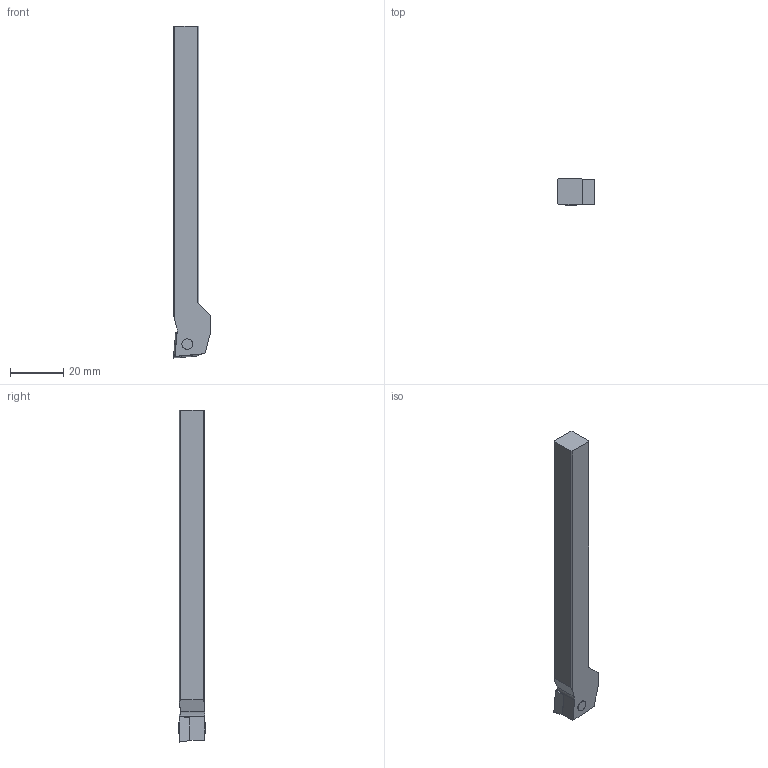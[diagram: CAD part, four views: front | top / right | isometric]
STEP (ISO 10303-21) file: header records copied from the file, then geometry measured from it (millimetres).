
FILE_DESCRIPTION(/* description */ (''),/* implementation_level */ '2;1');
FILE_NAME(/* name */ 'SCLCR-063SM_MR0_2.stp',/* time_stamp */ '2021-11-11T11:50:46+09:00',/* author */ (''),/* organization */ (''),/* preprocessor_version */ 'ST-DEVELOPER v16',/* originating_system */ 'SIEMENS PLM Software NX 10.0',/* authorisation */ '');
FILE_SCHEMA (('AUTOMOTIVE_DESIGN { 1 0 10303 214 3 1 1 1 }'));
Length unit declared in the file: millimetre
Products named in the file (1): SCLCR-063SM_MR0_2_ASM
Bounding box: 14 x 10 x 125 mm (x, y, z)
Volume: 11650.7 mm3; surface area: 5338.4 mm2
Topology: 2 solids, 2 shells, 74 faces, 216 edges, 156 vertices
Faces by surface type: plane 32, cylinder 26, cone 10, torus 4, sphere 2
Entity records: 2794 total; most frequent: CARTESIAN_POINT 669, DIRECTION 441, ORIENTED_EDGE 400, EDGE_CURVE 200, AXIS2_PLACEMENT_3D 160, VERTEX_POINT 133, LINE 121, VECTOR 121
